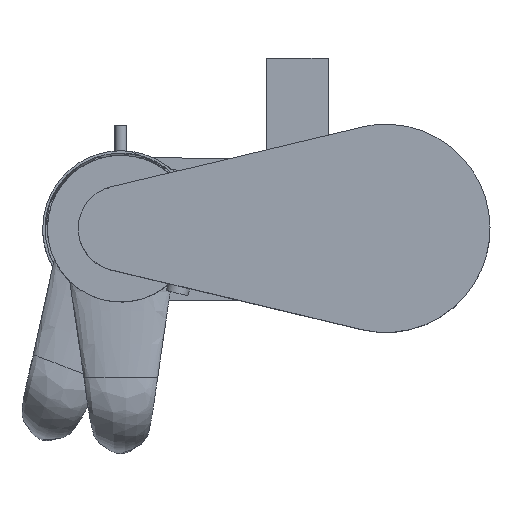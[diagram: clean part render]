
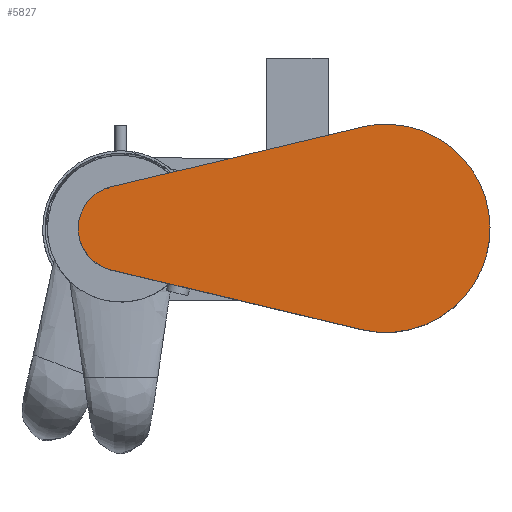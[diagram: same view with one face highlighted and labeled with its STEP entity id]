
A CAD part, top view. The second image highlights one B-rep face of the part: STEP entity #5827.
In plain terms, the highlighted free-form (B-spline) face has degree [1, 1] with [2, 2] control points.
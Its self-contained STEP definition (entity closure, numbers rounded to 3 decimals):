
#5694 = VERTEX_POINT('',#5695);
#5695 = CARTESIAN_POINT('',(13155.178,-8384.935,
    1981.71));
#5700 = EDGE_CURVE('',#5701,#5694,#5703,.T.);
#5701 = VERTEX_POINT('',#5702);
#5702 = CARTESIAN_POINT('',(12523.876,-8234.27,
    1981.71));
#5703 = B_SPLINE_CURVE_WITH_KNOTS('',1,(#5704,#5705),.UNSPECIFIED.,.F.,
  .F.,(2,2),(0.,543.668),.PIECEWISE_BEZIER_KNOTS.);
#5704 = CARTESIAN_POINT('',(12523.876,-8234.27,
    1981.71));
#5705 = CARTESIAN_POINT('',(13155.178,-8384.935,
    1981.71));
#5755 = EDGE_CURVE('',#5756,#5701,#5758,.T.);
#5756 = VERTEX_POINT('',#5757);
#5757 = CARTESIAN_POINT('',(12523.876,-8025.256,
    1981.71));
#5758 = ( BOUNDED_CURVE() B_SPLINE_CURVE(2,(#5759,#5760,#5761,#5762,
#5763),.UNSPECIFIED.,.F.,.F.) B_SPLINE_CURVE_WITH_KNOTS((3,2,3),(0.,
1.337,2.673),.PIECEWISE_BEZIER_KNOTS.) CURVE() 
GEOMETRIC_REPRESENTATION_ITEM() RATIONAL_B_SPLINE_CURVE((1.,
0.785,1.,0.785,1.)) REPRESENTATION_ITEM('') );
#5759 = CARTESIAN_POINT('',(12523.876,-8025.256,
    1981.71));
#5760 = CARTESIAN_POINT('',(12441.376,-8044.945,
    1981.71));
#5761 = CARTESIAN_POINT('',(12441.376,-8129.763,
    1981.71));
#5762 = CARTESIAN_POINT('',(12441.376,-8214.58,
    1981.71));
#5763 = CARTESIAN_POINT('',(12523.876,-8234.27,
    1981.71));
#5786 = EDGE_CURVE('',#5787,#5756,#5789,.T.);
#5787 = VERTEX_POINT('',#5788);
#5788 = CARTESIAN_POINT('',(13155.178,-7874.59,
    1981.71));
#5789 = B_SPLINE_CURVE_WITH_KNOTS('',1,(#5790,#5791),.UNSPECIFIED.,.F.,
  .F.,(2,2),(0.,543.668),.PIECEWISE_BEZIER_KNOTS.);
#5790 = CARTESIAN_POINT('',(13155.178,-7874.59,
    1981.71));
#5791 = CARTESIAN_POINT('',(12523.876,-8025.256,
    1981.71));
#5808 = EDGE_CURVE('',#5694,#5787,#5809,.T.);
#5809 = ( BOUNDED_CURVE() B_SPLINE_CURVE(2,(#5810,#5811,#5812,#5813,
#5814),.UNSPECIFIED.,.F.,.F.) B_SPLINE_CURVE_WITH_KNOTS((3,2,3),(0.,
1.81,3.62),.PIECEWISE_BEZIER_KNOTS.) CURVE() 
GEOMETRIC_REPRESENTATION_ITEM() RATIONAL_B_SPLINE_CURVE((1.,
0.618,1.,0.618,1.)) REPRESENTATION_ITEM('') );
#5810 = CARTESIAN_POINT('',(13155.178,-8384.935,
    1981.71));
#5811 = CARTESIAN_POINT('',(13479.983,-8464.069,
    1981.71));
#5812 = CARTESIAN_POINT('',(13479.983,-8129.763,
    1981.71));
#5813 = CARTESIAN_POINT('',(13479.983,-7795.457,
    1981.71));
#5814 = CARTESIAN_POINT('',(13155.178,-7874.59,
    1981.71));
#5827 = ADVANCED_FACE('',(#5828),#5834,.T.);
#5828 = FACE_BOUND('',#5829,.T.);
#5829 = EDGE_LOOP('',(#5830,#5831,#5832,#5833));
#5830 = ORIENTED_EDGE('',*,*,#5808,.T.);
#5831 = ORIENTED_EDGE('',*,*,#5786,.T.);
#5832 = ORIENTED_EDGE('',*,*,#5755,.T.);
#5833 = ORIENTED_EDGE('',*,*,#5700,.T.);
#5834 = B_SPLINE_SURFACE_WITH_KNOTS('',1,1,(
    (#5835,#5836)
    ,(#5837,#5838
    )),.UNSPECIFIED.,.F.,.F.,.F.,(2,2),(2,2),(-442.789,
    427.211),(-220.,220.),.PIECEWISE_BEZIER_KNOTS.);
#5835 = CARTESIAN_POINT('',(12441.376,-8392.399,
    1981.71));
#5836 = CARTESIAN_POINT('',(12441.376,-7867.126,
    1981.71));
#5837 = CARTESIAN_POINT('',(13479.983,-8392.399,
    1981.71));
#5838 = CARTESIAN_POINT('',(13479.983,-7867.126,
    1981.71));
